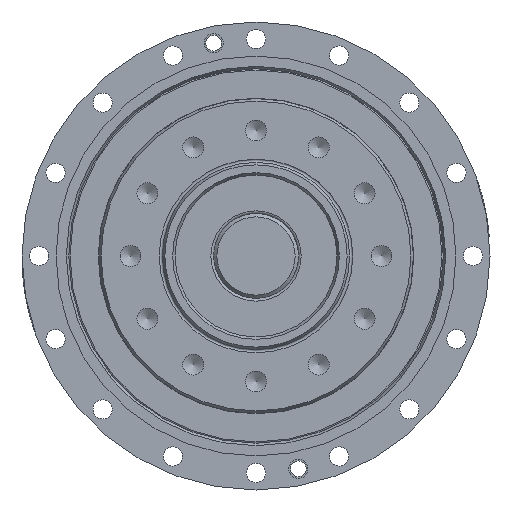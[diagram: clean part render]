
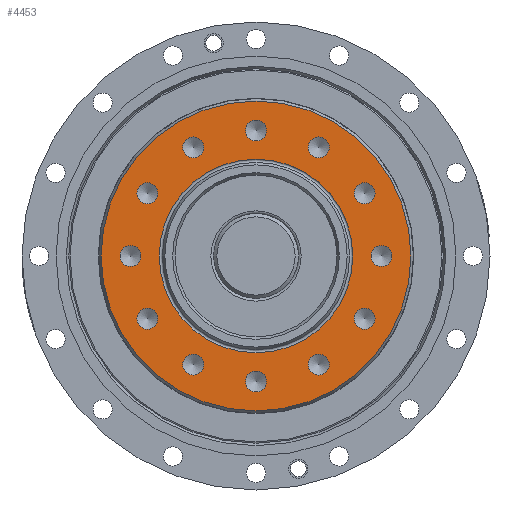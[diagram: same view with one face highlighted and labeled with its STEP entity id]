
A CAD part, left-side view. The second image highlights one B-rep face of the part: STEP entity #4453.
In plain terms, the highlighted planar face has unit normal (-1, 0, 0).
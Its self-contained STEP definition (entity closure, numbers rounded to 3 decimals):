
#180=FACE_BOUND('',#793,.T.);
#181=FACE_BOUND('',#794,.T.);
#182=FACE_BOUND('',#795,.T.);
#183=FACE_BOUND('',#796,.T.);
#184=FACE_BOUND('',#797,.T.);
#185=FACE_BOUND('',#798,.T.);
#186=FACE_BOUND('',#799,.T.);
#187=FACE_BOUND('',#800,.T.);
#188=FACE_BOUND('',#801,.T.);
#189=FACE_BOUND('',#802,.T.);
#190=FACE_BOUND('',#803,.T.);
#191=FACE_BOUND('',#804,.T.);
#192=FACE_BOUND('',#805,.T.);
#291=PLANE('',#4896);
#495=FACE_OUTER_BOUND('',#792,.T.);
#792=EDGE_LOOP('',(#3214));
#793=EDGE_LOOP('',(#3215));
#794=EDGE_LOOP('',(#3216));
#795=EDGE_LOOP('',(#3217));
#796=EDGE_LOOP('',(#3218));
#797=EDGE_LOOP('',(#3219));
#798=EDGE_LOOP('',(#3220));
#799=EDGE_LOOP('',(#3221));
#800=EDGE_LOOP('',(#3222));
#801=EDGE_LOOP('',(#3223));
#802=EDGE_LOOP('',(#3224));
#803=EDGE_LOOP('',(#3225));
#804=EDGE_LOOP('',(#3226));
#805=EDGE_LOOP('',(#3227));
#1566=CIRCLE('',#4728,2.459);
#1568=CIRCLE('',#4732,2.459);
#1570=CIRCLE('',#4736,2.459);
#1572=CIRCLE('',#4740,2.459);
#1574=CIRCLE('',#4744,2.459);
#1576=CIRCLE('',#4748,2.459);
#1578=CIRCLE('',#4752,2.459);
#1580=CIRCLE('',#4756,2.459);
#1582=CIRCLE('',#4760,2.459);
#1584=CIRCLE('',#4764,2.459);
#1586=CIRCLE('',#4768,2.459);
#1588=CIRCLE('',#4772,2.459);
#1662=CIRCLE('',#4895,22.746);
#1663=CIRCLE('',#4897,36.423);
#1865=VERTEX_POINT('',#6834);
#1868=VERTEX_POINT('',#6843);
#1871=VERTEX_POINT('',#6852);
#1874=VERTEX_POINT('',#6861);
#1877=VERTEX_POINT('',#6870);
#1880=VERTEX_POINT('',#6879);
#1883=VERTEX_POINT('',#6888);
#1886=VERTEX_POINT('',#6897);
#1889=VERTEX_POINT('',#6906);
#1892=VERTEX_POINT('',#6915);
#1895=VERTEX_POINT('',#6924);
#1898=VERTEX_POINT('',#6933);
#1969=VERTEX_POINT('',#7162);
#1970=VERTEX_POINT('',#7166);
#2290=EDGE_CURVE('',#1865,#1865,#1566,.T.);
#2294=EDGE_CURVE('',#1868,#1868,#1568,.T.);
#2298=EDGE_CURVE('',#1871,#1871,#1570,.T.);
#2302=EDGE_CURVE('',#1874,#1874,#1572,.T.);
#2306=EDGE_CURVE('',#1877,#1877,#1574,.T.);
#2310=EDGE_CURVE('',#1880,#1880,#1576,.T.);
#2314=EDGE_CURVE('',#1883,#1883,#1578,.T.);
#2318=EDGE_CURVE('',#1886,#1886,#1580,.T.);
#2322=EDGE_CURVE('',#1889,#1889,#1582,.T.);
#2326=EDGE_CURVE('',#1892,#1892,#1584,.T.);
#2330=EDGE_CURVE('',#1895,#1895,#1586,.T.);
#2334=EDGE_CURVE('',#1898,#1898,#1588,.T.);
#2444=EDGE_CURVE('',#1969,#1969,#1662,.T.);
#2445=EDGE_CURVE('',#1970,#1970,#1663,.T.);
#3214=ORIENTED_EDGE('',*,*,#2445,.F.);
#3215=ORIENTED_EDGE('',*,*,#2290,.T.);
#3216=ORIENTED_EDGE('',*,*,#2294,.T.);
#3217=ORIENTED_EDGE('',*,*,#2298,.T.);
#3218=ORIENTED_EDGE('',*,*,#2302,.T.);
#3219=ORIENTED_EDGE('',*,*,#2306,.T.);
#3220=ORIENTED_EDGE('',*,*,#2310,.T.);
#3221=ORIENTED_EDGE('',*,*,#2314,.T.);
#3222=ORIENTED_EDGE('',*,*,#2318,.T.);
#3223=ORIENTED_EDGE('',*,*,#2322,.T.);
#3224=ORIENTED_EDGE('',*,*,#2326,.T.);
#3225=ORIENTED_EDGE('',*,*,#2330,.T.);
#3226=ORIENTED_EDGE('',*,*,#2334,.T.);
#3227=ORIENTED_EDGE('',*,*,#2444,.T.);
#4453=ADVANCED_FACE('',(#495,#180,#181,#182,#183,#184,#185,#186,#187,#188,
#189,#190,#191,#192),#291,.T.);
#4728=AXIS2_PLACEMENT_3D('',#6835,#5414,#5415);
#4732=AXIS2_PLACEMENT_3D('',#6844,#5424,#5425);
#4736=AXIS2_PLACEMENT_3D('',#6853,#5434,#5435);
#4740=AXIS2_PLACEMENT_3D('',#6862,#5444,#5445);
#4744=AXIS2_PLACEMENT_3D('',#6871,#5454,#5455);
#4748=AXIS2_PLACEMENT_3D('',#6880,#5464,#5465);
#4752=AXIS2_PLACEMENT_3D('',#6889,#5474,#5475);
#4756=AXIS2_PLACEMENT_3D('',#6898,#5484,#5485);
#4760=AXIS2_PLACEMENT_3D('',#6907,#5494,#5495);
#4764=AXIS2_PLACEMENT_3D('',#6916,#5504,#5505);
#4768=AXIS2_PLACEMENT_3D('',#6925,#5514,#5515);
#4772=AXIS2_PLACEMENT_3D('',#6934,#5524,#5525);
#4895=AXIS2_PLACEMENT_3D('',#7164,#5806,#5807);
#4896=AXIS2_PLACEMENT_3D('',#7165,#5808,#5809);
#4897=AXIS2_PLACEMENT_3D('',#7167,#5810,#5811);
#5414=DIRECTION('center_axis',(1.,0.,0.));
#5415=DIRECTION('ref_axis',(0.,0.5,0.866));
#5424=DIRECTION('center_axis',(1.,0.,0.));
#5425=DIRECTION('ref_axis',(0.,0.866,0.5));
#5434=DIRECTION('center_axis',(1.,0.,0.));
#5435=DIRECTION('ref_axis',(0.,1.,0.));
#5444=DIRECTION('center_axis',(1.,0.,0.));
#5445=DIRECTION('ref_axis',(0.,0.866,-0.5));
#5454=DIRECTION('center_axis',(1.,0.,0.));
#5455=DIRECTION('ref_axis',(0.,0.5,-0.866));
#5464=DIRECTION('center_axis',(1.,0.,0.));
#5465=DIRECTION('ref_axis',(0.,0.,-1.));
#5474=DIRECTION('center_axis',(1.,0.,0.));
#5475=DIRECTION('ref_axis',(0.,-0.5,-0.866));
#5484=DIRECTION('center_axis',(1.,0.,0.));
#5485=DIRECTION('ref_axis',(0.,-0.866,-0.5));
#5494=DIRECTION('center_axis',(1.,0.,0.));
#5495=DIRECTION('ref_axis',(0.,-1.,0.));
#5504=DIRECTION('center_axis',(1.,0.,0.));
#5505=DIRECTION('ref_axis',(0.,-0.866,0.5));
#5514=DIRECTION('center_axis',(1.,0.,0.));
#5515=DIRECTION('ref_axis',(0.,-0.5,0.866));
#5524=DIRECTION('center_axis',(1.,0.,0.));
#5525=DIRECTION('ref_axis',(0.,0.,1.));
#5806=DIRECTION('center_axis',(1.,0.,0.));
#5807=DIRECTION('ref_axis',(0.,0.,-1.));
#5808=DIRECTION('center_axis',(-1.,0.,0.));
#5809=DIRECTION('ref_axis',(0.,0.,1.));
#5810=DIRECTION('center_axis',(1.,0.,0.));
#5811=DIRECTION('ref_axis',(0.,0.,-1.));
#6834=CARTESIAN_POINT('',(3.,24.318,-16.879));
#6835=CARTESIAN_POINT('Origin',(3.,25.548,-14.75));
#6843=CARTESIAN_POINT('',(3.,12.621,-26.777));
#6844=CARTESIAN_POINT('Origin',(3.,14.75,-25.548));
#6852=CARTESIAN_POINT('',(3.,-2.459,-29.5));
#6853=CARTESIAN_POINT('Origin',(3.,0.,
-29.5));
#6861=CARTESIAN_POINT('',(3.,-16.879,-24.318));
#6862=CARTESIAN_POINT('Origin',(3.,-14.75,-25.548));
#6870=CARTESIAN_POINT('',(3.,-26.777,-12.621));
#6871=CARTESIAN_POINT('Origin',(3.,-25.548,-14.75));
#6879=CARTESIAN_POINT('',(3.,-29.5,2.459));
#6880=CARTESIAN_POINT('Origin',(3.,-29.5,0.));
#6888=CARTESIAN_POINT('',(3.,-24.318,16.879));
#6889=CARTESIAN_POINT('Origin',(3.,-25.548,14.75));
#6897=CARTESIAN_POINT('',(3.,-12.621,26.777));
#6898=CARTESIAN_POINT('Origin',(3.,-14.75,25.548));
#6906=CARTESIAN_POINT('',(3.,2.459,29.5));
#6907=CARTESIAN_POINT('Origin',(3.,0.,29.5));
#6915=CARTESIAN_POINT('',(3.,16.879,24.318));
#6916=CARTESIAN_POINT('Origin',(3.,14.75,25.548));
#6924=CARTESIAN_POINT('',(3.,26.777,12.621));
#6925=CARTESIAN_POINT('Origin',(3.,25.548,14.75));
#6933=CARTESIAN_POINT('',(3.,29.5,-2.459));
#6934=CARTESIAN_POINT('Origin',(3.,29.5,0.));
#7162=CARTESIAN_POINT('',(3.,0.,22.746));
#7164=CARTESIAN_POINT('Origin',(3.,0.,0.));
#7165=CARTESIAN_POINT('Origin',(3.,36.423,0.));
#7166=CARTESIAN_POINT('',(3.,-36.423,0.));
#7167=CARTESIAN_POINT('Origin',(3.,0.,0.));
